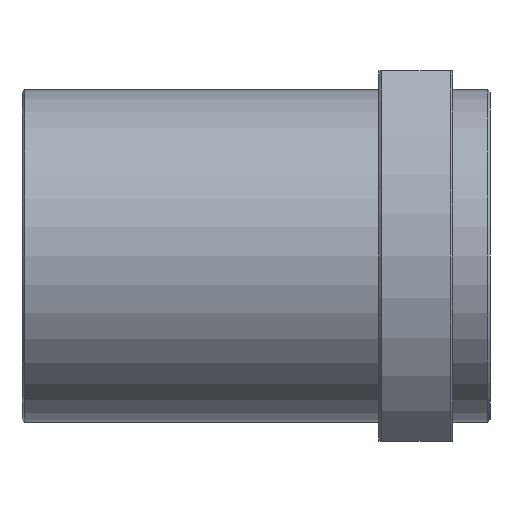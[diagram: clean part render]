
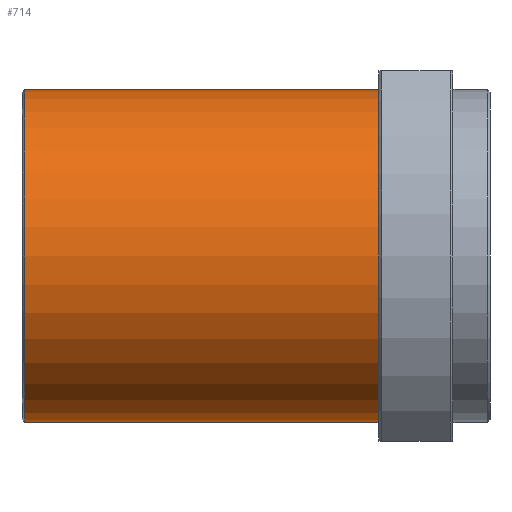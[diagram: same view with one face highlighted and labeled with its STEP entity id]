
A CAD part, front view. The second image highlights one B-rep face of the part: STEP entity #714.
In plain terms, the highlighted cylindrical face has radius 31.5 mm (diameter 63 mm), a full revolution.
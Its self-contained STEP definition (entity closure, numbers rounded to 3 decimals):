
#4 = DIRECTION ( 'NONE',  ( -1., 0., 0. ) ) ;
#9 = CYLINDRICAL_SURFACE ( 'NONE', #694, 31.5 ) ;
#27 = DIRECTION ( 'NONE',  ( -1., 0., 0. ) ) ;
#100 = CARTESIAN_POINT ( 'NONE',  ( 67.5, 0., 0. ) ) ;
#111 = CARTESIAN_POINT ( 'NONE',  ( 67.5, 0., 31.5 ) ) ;
#208 = CIRCLE ( 'NONE', #308, 31.5 ) ;
#248 = ORIENTED_EDGE ( 'NONE', *, *, #931, .T. ) ;
#284 = DIRECTION ( 'NONE',  ( 0., 0., 1. ) ) ;
#289 = ORIENTED_EDGE ( 'NONE', *, *, #914, .T. ) ;
#291 = CARTESIAN_POINT ( 'NONE',  ( 0., 0., 0. ) ) ;
#308 = AXIS2_PLACEMENT_3D ( 'NONE', #100, #27, #469 ) ;
#310 = CARTESIAN_POINT ( 'NONE',  ( 0.5, 0., 0. ) ) ;
#389 = DIRECTION ( 'NONE',  ( 0., 0., -1. ) ) ;
#400 = CARTESIAN_POINT ( 'NONE',  ( 0.5, 0., -31.5 ) ) ;
#402 = VERTEX_POINT ( 'NONE', #111 ) ;
#456 = FACE_OUTER_BOUND ( 'NONE', #656, .T. ) ;
#469 = DIRECTION ( 'NONE',  ( 0., 0., 1. ) ) ;
#614 = DIRECTION ( 'NONE',  ( 1., 0., 0. ) ) ;
#656 = EDGE_LOOP ( 'NONE', ( #289 ) ) ;
#662 = FACE_OUTER_BOUND ( 'NONE', #842, .T. ) ;
#694 = AXIS2_PLACEMENT_3D ( 'NONE', #291, #4, #284 ) ;
#714 = ADVANCED_FACE ( 'NONE', ( #662, #456 ), #9, .T. ) ;
#778 = VERTEX_POINT ( 'NONE', #400 ) ;
#842 = EDGE_LOOP ( 'NONE', ( #248 ) ) ;
#864 = CIRCLE ( 'NONE', #882, 31.5 ) ;
#882 = AXIS2_PLACEMENT_3D ( 'NONE', #310, #614, #389 ) ;
#914 = EDGE_CURVE ( 'NONE', #402, #402, #208, .T. ) ;
#931 = EDGE_CURVE ( 'NONE', #778, #778, #864, .T. ) ;
